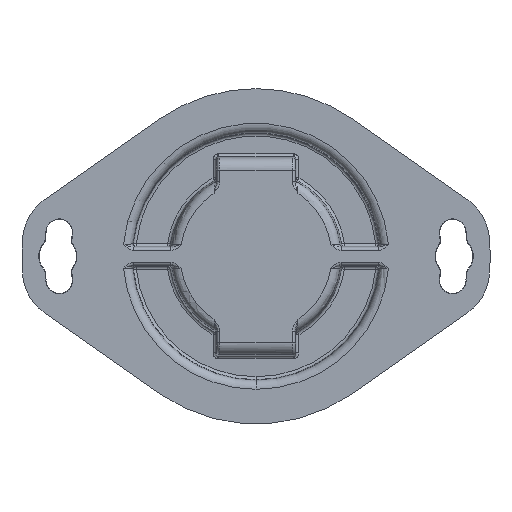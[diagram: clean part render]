
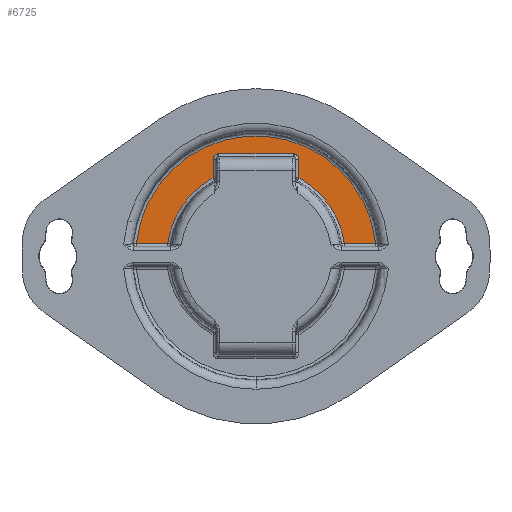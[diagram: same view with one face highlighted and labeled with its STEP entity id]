
A CAD part, front view. The second image highlights one B-rep face of the part: STEP entity #6725.
In plain terms, the highlighted planar face has unit normal (0, -1, 0).
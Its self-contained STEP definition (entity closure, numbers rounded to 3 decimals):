
#26 = EDGE_CURVE ( 'NONE', #10547, #13542, #6839, .T. ) ;
#156 = CARTESIAN_POINT ( 'NONE',  ( 6.555, 2.06, 17.087 ) ) ;
#219 = VERTEX_POINT ( 'NONE', #18053 ) ;
#478 = ORIENTED_EDGE ( 'NONE', *, *, #8278, .T. ) ;
#577 = CARTESIAN_POINT ( 'NONE',  ( 14.784, 2.06, 2.16 ) ) ;
#697 = LINE ( 'NONE', #18361, #12171 ) ;
#770 = CARTESIAN_POINT ( 'NONE',  ( -7.183, 2.06, 16.581 ) ) ;
#836 = CARTESIAN_POINT ( 'NONE',  ( -6.555, 2.06, 17.087 ) ) ;
#996 = DIRECTION ( 'NONE',  ( 0., 0., -1. ) ) ;
#1111 = DIRECTION ( 'NONE',  ( 1., 0., 0. ) ) ;
#1247 = EDGE_CURVE ( 'NONE', #219, #10547, #4352, .T. ) ;
#1309 = CARTESIAN_POINT ( 'NONE',  ( 7.183, 2.06, 16.157 ) ) ;
#1437 = CARTESIAN_POINT ( 'NONE',  ( 7.183, 2.06, 13.354 ) ) ;
#1459 = CARTESIAN_POINT ( 'NONE',  ( -7.183, 2.06, 16.157 ) ) ;
#1534 = DIRECTION ( 'NONE',  ( 0., 0., 1. ) ) ;
#1787 = VECTOR ( 'NONE', #17384, 1000. ) ;
#1916 = CARTESIAN_POINT ( 'NONE',  ( 0., 2.06, 0. ) ) ;
#1920 = EDGE_CURVE ( 'NONE', #15418, #10694, #2392, .T. ) ;
#2037 = CARTESIAN_POINT ( 'NONE',  ( 6.555, 2.06, 17.087 ) ) ;
#2109 = DIRECTION ( 'NONE',  ( 0., 0., -1. ) ) ;
#2173 = CARTESIAN_POINT ( 'NONE',  ( -6.437, 2.06, 17.134 ) ) ;
#2337 = CARTESIAN_POINT ( 'NONE',  ( -7.183, 2.06, 13.101 ) ) ;
#2362 = CARTESIAN_POINT ( 'NONE',  ( -14.784, 2.06, 2.16 ) ) ;
#2392 = LINE ( 'NONE', #5160, #6032 ) ;
#2492 = DIRECTION ( 'NONE',  ( 0., 0., -1. ) ) ;
#2690 = CARTESIAN_POINT ( 'NONE',  ( -20.011, 2.06, 2.16 ) ) ;
#3612 = EDGE_CURVE ( 'NONE', #6322, #13954, #6018, .T. ) ;
#4352 = CIRCLE ( 'NONE', #8322, 14.941 ) ;
#4545 = CIRCLE ( 'NONE', #8519, 20.127 ) ;
#4778 = EDGE_LOOP ( 'NONE', ( #15706, #18752, #12117, #5575, #6567, #11317, #9835, #17928, #17674, #7573, #15961, #478 ) ) ;
#5160 = CARTESIAN_POINT ( 'NONE',  ( 7.183, 2.06, 17.158 ) ) ;
#5278 = DIRECTION ( 'NONE',  ( 1., 0., 0. ) ) ;
#5407 = CARTESIAN_POINT ( 'NONE',  ( 0., 2.06, 2.16 ) ) ;
#5575 = ORIENTED_EDGE ( 'NONE', *, *, #12788, .T. ) ;
#5705 = AXIS2_PLACEMENT_3D ( 'NONE', #1916, #15195, #2109 ) ;
#5904 = AXIS2_PLACEMENT_3D ( 'NONE', #17140, #12951, #6935 ) ;
#6018 = CIRCLE ( 'NONE', #5705, 14.941 ) ;
#6032 = VECTOR ( 'NONE', #15097, 1000. ) ;
#6218 = CARTESIAN_POINT ( 'NONE',  ( 6.555, 2.06, 17.087 ) ) ;
#6322 = VERTEX_POINT ( 'NONE', #2362 ) ;
#6435 = DIRECTION ( 'NONE',  ( 0., -1., 0. ) ) ;
#6439 = CARTESIAN_POINT ( 'NONE',  ( 6.185, 2.06, 17.158 ) ) ;
#6567 = ORIENTED_EDGE ( 'NONE', *, *, #1247, .T. ) ;
#6596 = CARTESIAN_POINT ( 'NONE',  ( -7.183, 2.06, 16.157 ) ) ;
#6725 = ADVANCED_FACE ( 'NONE', ( #14195 ), #11234, .T. ) ;
#6839 = LINE ( 'NONE', #5407, #12084 ) ;
#6890 = EDGE_CURVE ( 'NONE', #13542, #17058, #4545, .T. ) ;
#6935 = DIRECTION ( 'NONE',  ( 0., 0., -1. ) ) ;
#7573 = ORIENTED_EDGE ( 'NONE', *, *, #11644, .T. ) ;
#7887 = CARTESIAN_POINT ( 'NONE',  ( 6.185, 2.06, 17.158 ) ) ;
#8001 = CARTESIAN_POINT ( 'NONE',  ( 20.011, 2.06, 2.16 ) ) ;
#8166 = DIRECTION ( 'NONE',  ( 0., 1., 0. ) ) ;
#8278 = EDGE_CURVE ( 'NONE', #17530, #15418, #18850, .T. ) ;
#8322 = AXIS2_PLACEMENT_3D ( 'NONE', #15417, #8166, #996 ) ;
#8494 = CARTESIAN_POINT ( 'NONE',  ( -6.555, 2.06, 17.087 ) ) ;
#8519 = AXIS2_PLACEMENT_3D ( 'NONE', #13603, #6435, #2492 ) ;
#9504 = VERTEX_POINT ( 'NONE', #10121 ) ;
#9835 = ORIENTED_EDGE ( 'NONE', *, *, #6890, .T. ) ;
#10121 = CARTESIAN_POINT ( 'NONE',  ( 7.183, 2.06, 16.157 ) ) ;
#10547 = VERTEX_POINT ( 'NONE', #577 ) ;
#10653 = CARTESIAN_POINT ( 'NONE',  ( 6.437, 2.06, 17.134 ) ) ;
#10694 = VERTEX_POINT ( 'NONE', #7887 ) ;
#10840 = CARTESIAN_POINT ( 'NONE',  ( 6.312, 2.06, 17.158 ) ) ;
#10983 = CARTESIAN_POINT ( 'NONE',  ( -6.185, 2.06, 17.158 ) ) ;
#11234 = PLANE ( 'NONE',  #5904 ) ;
#11296 = VECTOR ( 'NONE', #1534, 1000. ) ;
#11300 = VERTEX_POINT ( 'NONE', #1459 ) ;
#11317 = ORIENTED_EDGE ( 'NONE', *, *, #26, .T. ) ;
#11414 = CARTESIAN_POINT ( 'NONE',  ( -6.555, 2.06, 17.087 ) ) ;
#11439 = CARTESIAN_POINT ( 'NONE',  ( 7.183, 2.06, 16.581 ) ) ;
#11644 = EDGE_CURVE ( 'NONE', #13954, #11300, #12908, .T. ) ;
#12084 = VECTOR ( 'NONE', #1111, 1000. ) ;
#12117 = ORIENTED_EDGE ( 'NONE', *, *, #13754, .T. ) ;
#12161 =( BOUNDED_CURVE ( )  B_SPLINE_CURVE ( 3, ( #6439, #10840, #10653, #2037 ),
 .UNSPECIFIED., .F., .T. ) 
 B_SPLINE_CURVE_WITH_KNOTS ( ( 4, 4 ),
 ( 5.905, 6.283 ),
 .UNSPECIFIED. ) 
 CURVE ( )  GEOMETRIC_REPRESENTATION_ITEM ( )  RATIONAL_B_SPLINE_CURVE ( ( 1., 0.988, 0.988, 1. ) ) 
 REPRESENTATION_ITEM ( '' )  );
#12171 = VECTOR ( 'NONE', #5278, 1000. ) ;
#12788 = EDGE_CURVE ( 'NONE', #9504, #219, #14349, .T. ) ;
#12908 = LINE ( 'NONE', #18724, #11296 ) ;
#12951 = DIRECTION ( 'NONE',  ( 0., -1., 0. ) ) ;
#13542 = VERTEX_POINT ( 'NONE', #8001 ) ;
#13603 = CARTESIAN_POINT ( 'NONE',  ( 0., 2.06, 0. ) ) ;
#13754 = EDGE_CURVE ( 'NONE', #15937, #9504, #15339, .T. ) ;
#13954 = VERTEX_POINT ( 'NONE', #2337 ) ;
#14195 = FACE_OUTER_BOUND ( 'NONE', #4778, .T. ) ;
#14349 = LINE ( 'NONE', #1437, #1787 ) ;
#14420 = EDGE_CURVE ( 'NONE', #17058, #6322, #697, .T. ) ;
#14673 = CARTESIAN_POINT ( 'NONE',  ( -6.185, 2.06, 17.158 ) ) ;
#15097 = DIRECTION ( 'NONE',  ( 1., 0., 0. ) ) ;
#15195 = DIRECTION ( 'NONE',  ( 0., 1., 0. ) ) ;
#15339 =( BOUNDED_CURVE ( )  B_SPLINE_CURVE ( 3, ( #156, #17244, #11439, #1309 ),
 .UNSPECIFIED., .F., .T. ) 
 B_SPLINE_CURVE_WITH_KNOTS ( ( 4, 4 ),
 ( 0., 1.19 ),
 .UNSPECIFIED. ) 
 CURVE ( )  GEOMETRIC_REPRESENTATION_ITEM ( )  RATIONAL_B_SPLINE_CURVE ( ( 1., 0.886, 0.886, 1. ) ) 
 REPRESENTATION_ITEM ( '' )  );
#15417 = CARTESIAN_POINT ( 'NONE',  ( 0., 2.06, 0. ) ) ;
#15418 = VERTEX_POINT ( 'NONE', #14673 ) ;
#15515 = EDGE_CURVE ( 'NONE', #10694, #15937, #12161, .T. ) ;
#15558 = CARTESIAN_POINT ( 'NONE',  ( -6.312, 2.06, 17.158 ) ) ;
#15658 = CARTESIAN_POINT ( 'NONE',  ( -6.946, 2.06, 16.931 ) ) ;
#15706 = ORIENTED_EDGE ( 'NONE', *, *, #1920, .T. ) ;
#15937 = VERTEX_POINT ( 'NONE', #6218 ) ;
#15961 = ORIENTED_EDGE ( 'NONE', *, *, #16025, .T. ) ;
#16025 = EDGE_CURVE ( 'NONE', #11300, #17530, #18004, .T. ) ;
#17058 = VERTEX_POINT ( 'NONE', #2690 ) ;
#17140 = CARTESIAN_POINT ( 'NONE',  ( 0., 2.06, 14.483 ) ) ;
#17244 = CARTESIAN_POINT ( 'NONE',  ( 6.946, 2.06, 16.931 ) ) ;
#17384 = DIRECTION ( 'NONE',  ( 0., 0., -1. ) ) ;
#17530 = VERTEX_POINT ( 'NONE', #11414 ) ;
#17674 = ORIENTED_EDGE ( 'NONE', *, *, #3612, .T. ) ;
#17928 = ORIENTED_EDGE ( 'NONE', *, *, #14420, .T. ) ;
#18004 =( BOUNDED_CURVE ( )  B_SPLINE_CURVE ( 3, ( #6596, #770, #15658, #8494 ),
 .UNSPECIFIED., .F., .T. ) 
 B_SPLINE_CURVE_WITH_KNOTS ( ( 4, 4 ),
 ( 5.094, 6.283 ),
 .UNSPECIFIED. ) 
 CURVE ( )  GEOMETRIC_REPRESENTATION_ITEM ( )  RATIONAL_B_SPLINE_CURVE ( ( 1., 0.886, 0.886, 1. ) ) 
 REPRESENTATION_ITEM ( '' )  );
#18053 = CARTESIAN_POINT ( 'NONE',  ( 7.183, 2.06, 13.101 ) ) ;
#18361 = CARTESIAN_POINT ( 'NONE',  ( -14.385, 2.06, 2.16 ) ) ;
#18724 = CARTESIAN_POINT ( 'NONE',  ( -7.183, 2.06, 16.7 ) ) ;
#18752 = ORIENTED_EDGE ( 'NONE', *, *, #15515, .T. ) ;
#18850 =( BOUNDED_CURVE ( )  B_SPLINE_CURVE ( 3, ( #836, #2173, #15558, #10983 ),
 .UNSPECIFIED., .F., .F. ) 
 B_SPLINE_CURVE_WITH_KNOTS ( ( 4, 4 ),
 ( 0., 0.378 ),
 .UNSPECIFIED. ) 
 CURVE ( )  GEOMETRIC_REPRESENTATION_ITEM ( )  RATIONAL_B_SPLINE_CURVE ( ( 1., 0.988, 0.988, 1. ) ) 
 REPRESENTATION_ITEM ( '' )  );
